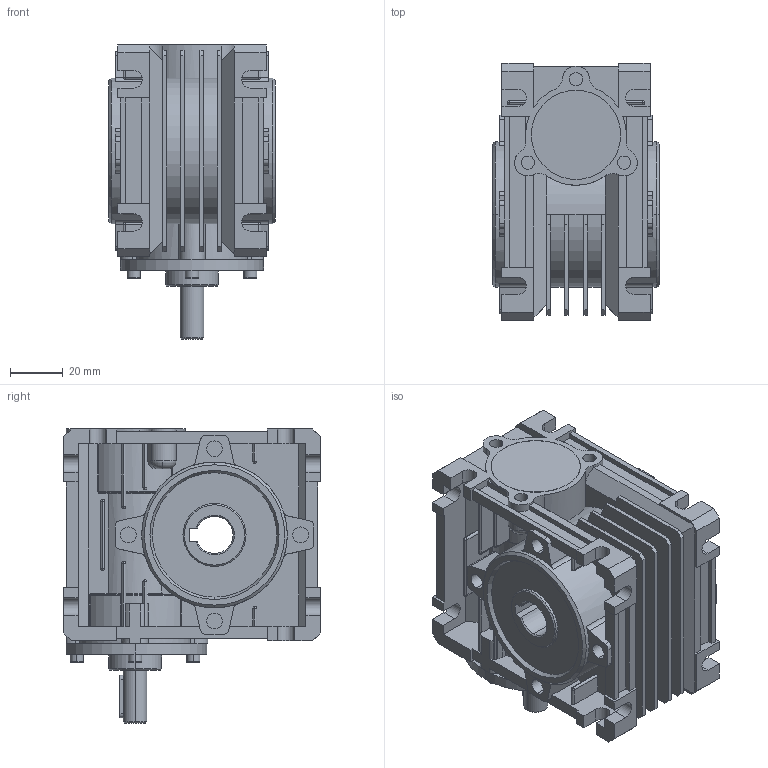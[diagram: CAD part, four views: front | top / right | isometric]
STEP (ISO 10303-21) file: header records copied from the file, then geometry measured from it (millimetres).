
FILE_DESCRIPTION (( 'STEP AP203' ), '1' );
FILE_NAME ('JRV030 .STEP', '2020-11-27T07:20:13', ( 'tao' ), ( 'Microsoft' ), 'SwSTEP 2.0', 'SolidWorks 2018', '' );
FILE_SCHEMA (( 'CONFIG_CONTROL_DESIGN' ));
Length unit declared in the file: millimetre
Products named in the file (1): JRV030 
Bounding box: 63 x 97 x 111 mm (x, y, z)
Volume: 290503 mm3; surface area: 84925.2 mm2
Topology: 2 solids, 4 shells, 919 faces, 2467 edges, 1546 vertices
Faces by surface type: plane 477, cylinder 324, sphere 48, torus 39, cone 26, bspline 5
Entity records: 29297 total; most frequent: CARTESIAN_POINT 6208, DIRECTION 4857, ORIENTED_EDGE 4838, EDGE_CURVE 2419, AXIS2_PLACEMENT_3D 1669, VERTEX_POINT 1546, VECTOR 1519, LINE 1519
